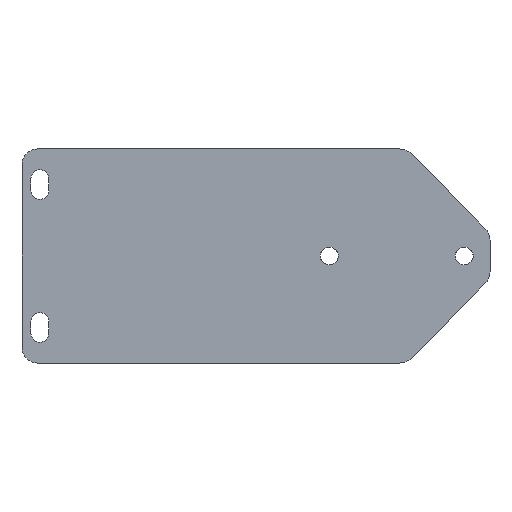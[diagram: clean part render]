
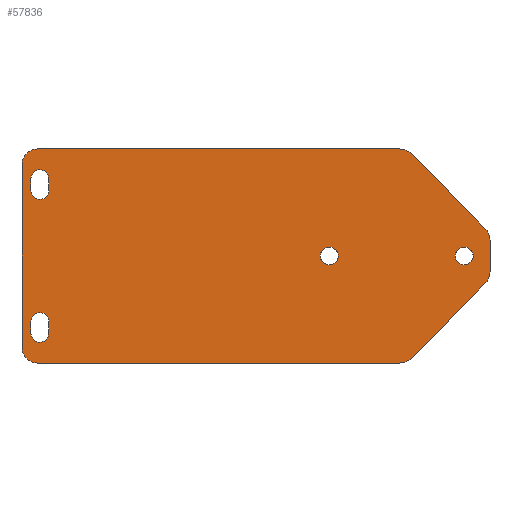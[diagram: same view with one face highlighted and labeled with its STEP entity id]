
A CAD part, front view. The second image highlights one B-rep face of the part: STEP entity #57836.
In plain terms, the highlighted planar face has unit normal (0, -1, 0).
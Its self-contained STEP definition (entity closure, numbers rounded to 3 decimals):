
#19157=CARTESIAN_POINT('',(114.,0.5,-4.));
#19158=DIRECTION('',(0.,-1.,0.));
#19159=DIRECTION('',(0.713,0.,-0.701));
#19160=AXIS2_PLACEMENT_3D('',#19157,#19158,#19159);
#19162=DIRECTION('',(0.701,0.,0.713));
#19163=VECTOR('',#19162,26.223);
#19164=CARTESIAN_POINT('',(98.469,0.5,-25.505));
#19165=LINE('',#19164,#19163);
#19166=CARTESIAN_POINT('',(94.904,0.5,-22.));
#19167=DIRECTION('',(0.,-1.,0.));
#19168=DIRECTION('',(0.,0.,-1.));
#19169=AXIS2_PLACEMENT_3D('',#19166,#19167,#19168);
#19171=DIRECTION('',(1.,0.,0.));
#19172=VECTOR('',#19171,90.904);
#19173=CARTESIAN_POINT('',(4.,0.5,-27.));
#19174=LINE('',#19173,#19172);
#19175=CARTESIAN_POINT('',(4.,0.5,-23.));
#19176=DIRECTION('',(0.,-1.,0.));
#19177=DIRECTION('',(-1.,0.,0.));
#19178=AXIS2_PLACEMENT_3D('',#19175,#19176,#19177);
#19180=DIRECTION('',(0.,0.,-1.));
#19181=VECTOR('',#19180,46.);
#19182=CARTESIAN_POINT('',(0.,0.5,23.));
#19183=LINE('',#19182,#19181);
#19184=CARTESIAN_POINT('',(4.,0.5,23.));
#19185=DIRECTION('',(0.,-1.,0.));
#19186=DIRECTION('',(0.,0.,1.));
#19187=AXIS2_PLACEMENT_3D('',#19184,#19185,#19186);
#19189=DIRECTION('',(-1.,0.,0.));
#19190=VECTOR('',#19189,90.904);
#19191=CARTESIAN_POINT('',(94.904,0.5,27.));
#19192=LINE('',#19191,#19190);
#19193=CARTESIAN_POINT('',(94.904,0.5,22.));
#19194=DIRECTION('',(0.,-1.,0.));
#19195=DIRECTION('',(0.713,0.,0.701));
#19196=AXIS2_PLACEMENT_3D('',#19193,#19194,#19195);
#19198=DIRECTION('',(-0.701,0.,0.713));
#19199=VECTOR('',#19198,26.223);
#19200=CARTESIAN_POINT('',(116.853,0.5,6.804));
#19201=LINE('',#19200,#19199);
#19202=CARTESIAN_POINT('',(114.,0.5,4.));
#19203=DIRECTION('',(0.,-1.,0.));
#19204=DIRECTION('',(1.,0.,0.));
#19205=AXIS2_PLACEMENT_3D('',#19202,#19203,#19204);
#19207=DIRECTION('',(0.,0.,-1.));
#19208=VECTOR('',#19207,3.);
#19209=CARTESIAN_POINT('',(6.75,0.5,-16.5));
#19210=LINE('',#19209,#19208);
#19211=CARTESIAN_POINT('',(4.5,0.5,-16.5));
#19212=DIRECTION('',(0.,1.,0.));
#19213=DIRECTION('',(-1.,0.,0.));
#19214=AXIS2_PLACEMENT_3D('',#19211,#19212,#19213);
#19216=DIRECTION('',(0.,0.,1.));
#19217=VECTOR('',#19216,3.);
#19218=CARTESIAN_POINT('',(2.25,0.5,-19.5));
#19219=LINE('',#19218,#19217);
#19220=CARTESIAN_POINT('',(4.5,0.5,-19.5));
#19221=DIRECTION('',(0.,1.,0.));
#19222=DIRECTION('',(0.,0.,-1.));
#19223=AXIS2_PLACEMENT_3D('',#19220,#19221,#19222);
#19225=CARTESIAN_POINT('',(4.5,0.5,-19.5));
#19226=DIRECTION('',(0.,1.,0.));
#19227=DIRECTION('',(1.,0.,0.));
#19228=AXIS2_PLACEMENT_3D('',#19225,#19226,#19227);
#19230=CARTESIAN_POINT('',(4.5,0.5,19.5));
#19231=DIRECTION('',(0.,1.,0.));
#19232=DIRECTION('',(-1.,0.,0.));
#19233=AXIS2_PLACEMENT_3D('',#19230,#19231,#19232);
#19235=DIRECTION('',(0.,0.,1.));
#19236=VECTOR('',#19235,3.);
#19237=CARTESIAN_POINT('',(2.25,0.5,16.5));
#19238=LINE('',#19237,#19236);
#19239=CARTESIAN_POINT('',(4.5,0.5,16.5));
#19240=DIRECTION('',(0.,1.,0.));
#19241=DIRECTION('',(0.,0.,-1.));
#19242=AXIS2_PLACEMENT_3D('',#19239,#19240,#19241);
#19244=CARTESIAN_POINT('',(4.5,0.5,16.5));
#19245=DIRECTION('',(0.,1.,0.));
#19246=DIRECTION('',(1.,0.,0.));
#19247=AXIS2_PLACEMENT_3D('',#19244,#19245,#19246);
#19249=DIRECTION('',(0.,0.,-1.));
#19250=VECTOR('',#19249,3.);
#19251=CARTESIAN_POINT('',(6.75,0.5,19.5));
#19252=LINE('',#19251,#19250);
#19253=CARTESIAN_POINT('',(77.5,0.5,0.));
#19254=DIRECTION('',(0.,1.,0.));
#19255=DIRECTION('',(0.,0.,-1.));
#19256=AXIS2_PLACEMENT_3D('',#19253,#19254,#19255);
#19258=CARTESIAN_POINT('',(77.5,0.5,0.));
#19259=DIRECTION('',(0.,1.,0.));
#19260=DIRECTION('',(0.,0.,1.));
#19261=AXIS2_PLACEMENT_3D('',#19258,#19259,#19260);
#19263=CARTESIAN_POINT('',(111.5,0.5,0.));
#19264=DIRECTION('',(0.,1.,0.));
#19265=DIRECTION('',(0.,0.,1.));
#19266=AXIS2_PLACEMENT_3D('',#19263,#19264,#19265);
#19268=CARTESIAN_POINT('',(111.5,0.5,0.));
#19269=DIRECTION('',(0.,1.,0.));
#19270=DIRECTION('',(0.,0.,-1.));
#19271=AXIS2_PLACEMENT_3D('',#19268,#19269,#19270);
#23463=DIRECTION('',(0.,0.,-1.));
#23464=VECTOR('',#23463,8.);
#23465=CARTESIAN_POINT('',(118.,0.5,4.));
#23466=LINE('',#23465,#23464);
#27584=CARTESIAN_POINT('',(98.469,0.5,-25.505));
#27586=VERTEX_POINT('',#27584);
#27595=CARTESIAN_POINT('',(118.,0.5,4.));
#27597=VERTEX_POINT('',#27595);
#27985=CARTESIAN_POINT('',(6.75,0.5,19.5));
#27987=VERTEX_POINT('',#27985);
#28228=CARTESIAN_POINT('',(94.904,0.5,-27.));
#28229=VERTEX_POINT('',#28228);
#28252=CARTESIAN_POINT('',(116.853,0.5,-6.804));
#28253=VERTEX_POINT('',#28252);
#28462=CARTESIAN_POINT('',(4.5,0.5,14.25));
#28464=VERTEX_POINT('',#28462);
#28565=CARTESIAN_POINT('',(94.904,0.5,27.));
#28566=CARTESIAN_POINT('',(4.,0.5,27.));
#28567=VERTEX_POINT('',#28565);
#28568=VERTEX_POINT('',#28566);
#29484=CARTESIAN_POINT('',(6.75,0.5,-16.5));
#29485=CARTESIAN_POINT('',(6.75,0.5,-19.5));
#29486=VERTEX_POINT('',#29484);
#29487=VERTEX_POINT('',#29485);
#29587=CARTESIAN_POINT('',(2.25,0.5,-16.5));
#29589=VERTEX_POINT('',#29587);
#29953=CARTESIAN_POINT('',(0.,0.5,-23.));
#29954=CARTESIAN_POINT('',(4.,0.5,-27.));
#29955=VERTEX_POINT('',#29953);
#29956=VERTEX_POINT('',#29954);
#30175=CARTESIAN_POINT('',(111.5,0.5,-2.25));
#30177=VERTEX_POINT('',#30175);
#30730=CARTESIAN_POINT('',(116.853,0.5,6.804));
#30731=CARTESIAN_POINT('',(98.469,0.5,25.505));
#30732=VERTEX_POINT('',#30730);
#30733=VERTEX_POINT('',#30731);
#31759=CARTESIAN_POINT('',(2.25,0.5,19.5));
#31761=VERTEX_POINT('',#31759);
#31767=CARTESIAN_POINT('',(118.,0.5,-4.));
#31768=VERTEX_POINT('',#31767);
#32234=CARTESIAN_POINT('',(2.25,0.5,-19.5));
#32235=VERTEX_POINT('',#32234);
#32451=CARTESIAN_POINT('',(2.25,0.5,16.5));
#32452=VERTEX_POINT('',#32451);
#32493=CARTESIAN_POINT('',(0.,0.5,23.));
#32494=VERTEX_POINT('',#32493);
#32809=CARTESIAN_POINT('',(4.5,0.5,-21.75));
#32810=VERTEX_POINT('',#32809);
#32868=CARTESIAN_POINT('',(6.75,0.5,16.5));
#32869=VERTEX_POINT('',#32868);
#33423=CARTESIAN_POINT('',(77.5,0.5,2.25));
#33424=CARTESIAN_POINT('',(77.5,0.5,-2.25));
#33425=VERTEX_POINT('',#33423);
#33426=VERTEX_POINT('',#33424);
#33437=CARTESIAN_POINT('',(111.5,0.5,2.25));
#33439=VERTEX_POINT('',#33437);
#57787=CARTESIAN_POINT('',(0.,0.5,0.));
#57788=DIRECTION('',(0.,1.,0.));
#57789=DIRECTION('',(1.,0.,0.));
#57790=AXIS2_PLACEMENT_3D('',#57787,#57788,#57789);
#57791=PLANE('',#57790);
#57792=ORIENTED_EDGE('',*,*,#40431,.F.);
#57794=ORIENTED_EDGE('',*,*,#57793,.F.);
#57795=ORIENTED_EDGE('',*,*,#52932,.F.);
#57797=ORIENTED_EDGE('',*,*,#57796,.F.);
#57798=ORIENTED_EDGE('',*,*,#52889,.F.);
#57800=ORIENTED_EDGE('',*,*,#57799,.F.);
#57802=ORIENTED_EDGE('',*,*,#57801,.F.);
#57803=ORIENTED_EDGE('',*,*,#51155,.F.);
#57804=ORIENTED_EDGE('',*,*,#44845,.F.);
#57805=ORIENTED_EDGE('',*,*,#37445,.F.);
#57806=ORIENTED_EDGE('',*,*,#41193,.F.);
#57808=ORIENTED_EDGE('',*,*,#57807,.T.);
#57809=EDGE_LOOP('',(#57792,#57794,#57795,#57797,#57798,#57800,#57802,#57803,
#57804,#57805,#57806,#57808));
#57810=FACE_OUTER_BOUND('',#57809,.F.);
#57811=ORIENTED_EDGE('',*,*,#38673,.F.);
#57812=ORIENTED_EDGE('',*,*,#47159,.F.);
#57813=ORIENTED_EDGE('',*,*,#53632,.F.);
#57815=ORIENTED_EDGE('',*,*,#57814,.F.);
#57816=ORIENTED_EDGE('',*,*,#56114,.F.);
#57817=EDGE_LOOP('',(#57811,#57812,#57813,#57815,#57816));
#57818=FACE_BOUND('',#57817,.F.);
#57819=ORIENTED_EDGE('',*,*,#37465,.F.);
#57820=ORIENTED_EDGE('',*,*,#44603,.F.);
#57821=ORIENTED_EDGE('',*,*,#51992,.F.);
#57822=ORIENTED_EDGE('',*,*,#38396,.F.);
#57824=ORIENTED_EDGE('',*,*,#57823,.F.);
#57825=EDGE_LOOP('',(#57819,#57820,#57821,#57822,#57824));
#57826=FACE_BOUND('',#57825,.F.);
#57827=ORIENTED_EDGE('',*,*,#50553,.F.);
#57829=ORIENTED_EDGE('',*,*,#57828,.F.);
#57830=EDGE_LOOP('',(#57827,#57829));
#57831=FACE_BOUND('',#57830,.F.);
#57832=ORIENTED_EDGE('',*,*,#46549,.F.);
#57833=ORIENTED_EDGE('',*,*,#44151,.F.);
#57834=EDGE_LOOP('',(#57832,#57833));
#57835=FACE_BOUND('',#57834,.F.);
#57836=ADVANCED_FACE('',(#57810,#57818,#57826,#57831,#57835),#57791,.F.);
#19161=CIRCLE('',#19160,4.);
#19170=CIRCLE('',#19169,5.);
#19179=CIRCLE('',#19178,4.);
#19188=CIRCLE('',#19187,4.);
#19197=CIRCLE('',#19196,5.);
#19206=CIRCLE('',#19205,4.);
#19215=CIRCLE('',#19214,2.25);
#19224=CIRCLE('',#19223,2.25);
#19229=CIRCLE('',#19228,2.25);
#19234=CIRCLE('',#19233,2.25);
#19243=CIRCLE('',#19242,2.25);
#19248=CIRCLE('',#19247,2.25);
#19257=CIRCLE('',#19256,2.25);
#19262=CIRCLE('',#19261,2.25);
#19267=CIRCLE('',#19266,2.25);
#19272=CIRCLE('',#19271,2.25);
#37445=EDGE_CURVE('',#30732,#30733,#19201,.T.);
#37465=EDGE_CURVE('',#31761,#27987,#19234,.T.);
#38396=EDGE_CURVE('',#32869,#28464,#19248,.T.);
#38673=EDGE_CURVE('',#29486,#29487,#19210,.T.);
#40431=EDGE_CURVE('',#28253,#31768,#19161,.T.);
#41193=EDGE_CURVE('',#27597,#30732,#19206,.T.);
#44151=EDGE_CURVE('',#30177,#33439,#19272,.T.);
#44603=EDGE_CURVE('',#32452,#31761,#19238,.T.);
#44845=EDGE_CURVE('',#30733,#28567,#19197,.T.);
#46549=EDGE_CURVE('',#33439,#30177,#19267,.T.);
#47159=EDGE_CURVE('',#29589,#29486,#19215,.T.);
#50553=EDGE_CURVE('',#33426,#33425,#19257,.T.);
#51155=EDGE_CURVE('',#28567,#28568,#19192,.T.);
#51992=EDGE_CURVE('',#28464,#32452,#19243,.T.);
#52889=EDGE_CURVE('',#29955,#29956,#19179,.T.);
#52932=EDGE_CURVE('',#28229,#27586,#19170,.T.);
#53632=EDGE_CURVE('',#32235,#29589,#19219,.T.);
#56114=EDGE_CURVE('',#29487,#32810,#19229,.T.);
#57793=EDGE_CURVE('',#27586,#28253,#19165,.T.);
#57796=EDGE_CURVE('',#29956,#28229,#19174,.T.);
#57799=EDGE_CURVE('',#32494,#29955,#19183,.T.);
#57801=EDGE_CURVE('',#28568,#32494,#19188,.T.);
#57807=EDGE_CURVE('',#27597,#31768,#23466,.T.);
#57814=EDGE_CURVE('',#32810,#32235,#19224,.T.);
#57823=EDGE_CURVE('',#27987,#32869,#19252,.T.);
#57828=EDGE_CURVE('',#33425,#33426,#19262,.T.);
